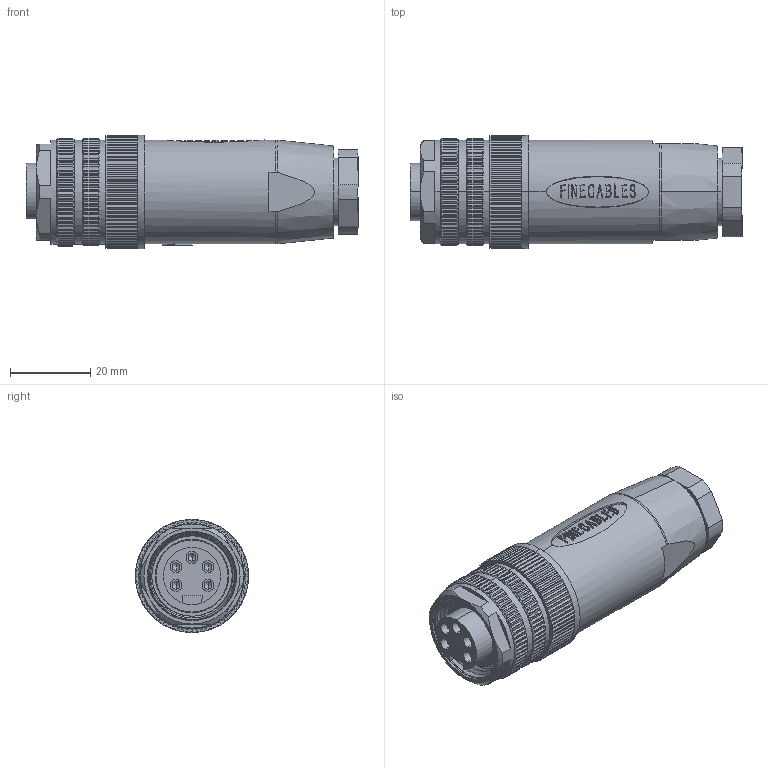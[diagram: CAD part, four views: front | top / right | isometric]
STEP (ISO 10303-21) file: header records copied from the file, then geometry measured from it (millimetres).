
FILE_DESCRIPTION (( 'STEP AP203' ), '1' );
FILE_NAME ('P334.STEP', '2020-04-15T06:31:10', ( 'edpusr' ), ( 'Microsoft' ), 'SwSTEP 2.0', 'SolidWorks 2015', '' );
FILE_SCHEMA (( 'CONFIG_CONTROL_DESIGN' ));
Length unit declared in the file: millimetre
Products named in the file (1): P334
Bounding box: 83 x 28.3 x 28.3 mm (x, y, z)
Volume: 37407.3 mm3; surface area: 15024.3 mm2
Topology: 3 solids, 3 shells, 1113 faces, 3220 edges, 2126 vertices
Faces by surface type: plane 569, cylinder 300, bspline 206, cone 38
Entity records: 57864 total; most frequent: CARTESIAN_POINT 30456, ORIENTED_EDGE 6420, DIRECTION 4733, EDGE_CURVE 3210, VERTEX_POINT 2126, AXIS2_PLACEMENT_3D 1632, LINE 1469, VECTOR 1469
